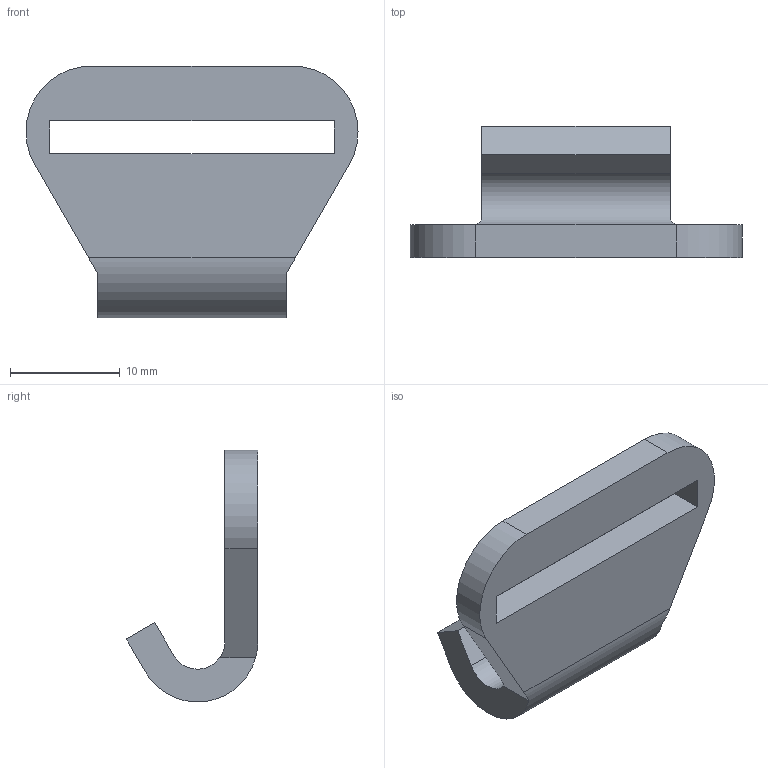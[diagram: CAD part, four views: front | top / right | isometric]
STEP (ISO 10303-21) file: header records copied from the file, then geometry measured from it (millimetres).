
FILE_DESCRIPTION (( 'STEP AP214' ), '1' );
FILE_NAME ('54475 - Striker 31 Stainless 26mm slot.STEP', '2017-03-02T09:16:58', ( '' ), ( '' ), 'SwSTEP 2.0', 'SolidWorks 2015', '' );
FILE_SCHEMA (( 'AUTOMOTIVE_DESIGN' ));
Length unit declared in the file: millimetre
Products named in the file (1): 54475 - Striker 31 Stainless 26mm slot
Bounding box: 30.3 x 12 x 23 mm (x, y, z)
Volume: 1862.9 mm3; surface area: 1741.8 mm2
Topology: 1 solids, 1 shells, 18 faces, 48 edges, 32 vertices
Faces by surface type: plane 14, cylinder 4
Entity records: 598 total; most frequent: CARTESIAN_POINT 111, ORIENTED_EDGE 96, DIRECTION 90, EDGE_CURVE 48, VECTOR 36, LINE 36, VERTEX_POINT 32, AXIS2_PLACEMENT_3D 27
